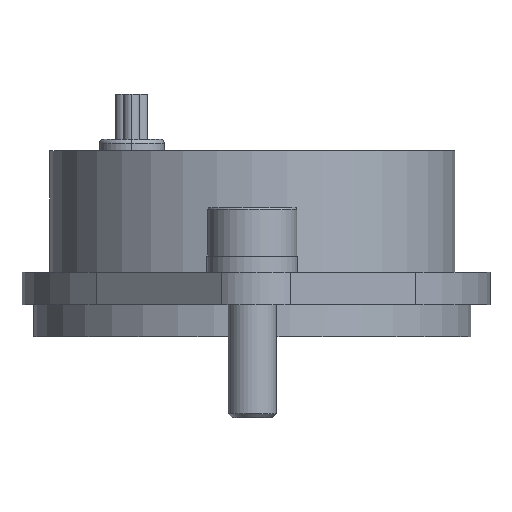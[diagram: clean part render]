
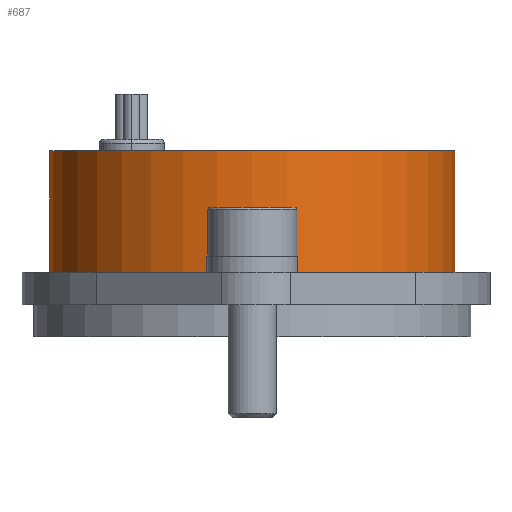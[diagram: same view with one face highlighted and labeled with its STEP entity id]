
A CAD part, front view. The second image highlights one B-rep face of the part: STEP entity #687.
In plain terms, the highlighted cylindrical face has radius 12.5 mm (diameter 25 mm), a partial arc.
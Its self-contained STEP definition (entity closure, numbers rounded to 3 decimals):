
#687=ADVANCED_FACE('',(#1009),#3066,.T.);
#1009=FACE_OUTER_BOUND('',#1352,.F.);
#1352=EDGE_LOOP('',(#2593,#2594,#2595,#2596));
#2593=ORIENTED_EDGE('',*,*,#4704,.T.);
#2594=ORIENTED_EDGE('',*,*,#4733,.F.);
#2595=ORIENTED_EDGE('',*,*,#4731,.T.);
#2596=ORIENTED_EDGE('',*,*,#4734,.T.);
#3066=CYLINDRICAL_SURFACE('',#6669,12.5);
#3701=LINE('',#10051,#4084);
#3702=LINE('',#10052,#4085);
#4084=VECTOR('',#8232,9.5);
#4085=VECTOR('',#8233,9.5);
#4704=EDGE_CURVE('',#5624,#5625,#5136,.T.);
#4731=EDGE_CURVE('',#5605,#5604,#5155,.T.);
#4733=EDGE_CURVE('',#5605,#5625,#3701,.T.);
#4734=EDGE_CURVE('',#5604,#5624,#3702,.T.);
#5136=CIRCLE('',#6631,12.5);
#5155=CIRCLE('',#6650,12.5);
#5604=VERTEX_POINT('',#9995);
#5605=VERTEX_POINT('',#9996);
#5624=VERTEX_POINT('',#10015);
#5625=VERTEX_POINT('',#10016);
#6631=AXIS2_PLACEMENT_3D('',#10022,#8182,#8183);
#6650=AXIS2_PLACEMENT_3D('',#10049,#8228,#8229);
#6669=AXIS2_PLACEMENT_3D('',#10072,#8270,#8271);
#8182=DIRECTION('',(0.,0.,1.));
#8183=DIRECTION('',(-1.,0.,0.));
#8228=DIRECTION('',(0.,0.,-1.));
#8229=DIRECTION('',(1.,0.,0.));
#8232=DIRECTION('',(0.,0.,1.));
#8233=DIRECTION('',(0.,0.,1.));
#8270=DIRECTION('',(0.,0.,1.));
#8271=DIRECTION('',(-1.,0.,0.));
#9995=CARTESIAN_POINT('',(-12.5,0.,2.));
#9996=CARTESIAN_POINT('',(12.5,0.,2.));
#10015=CARTESIAN_POINT('',(-12.5,0.,11.5));
#10016=CARTESIAN_POINT('',(12.5,0.,11.5));
#10022=CARTESIAN_POINT('',(0.,0.,11.5));
#10049=CARTESIAN_POINT('',(0.,0.,2.));
#10051=CARTESIAN_POINT('',(12.5,0.,2.));
#10052=CARTESIAN_POINT('',(-12.5,0.,2.));
#10072=CARTESIAN_POINT('',(0.,0.,2.));
